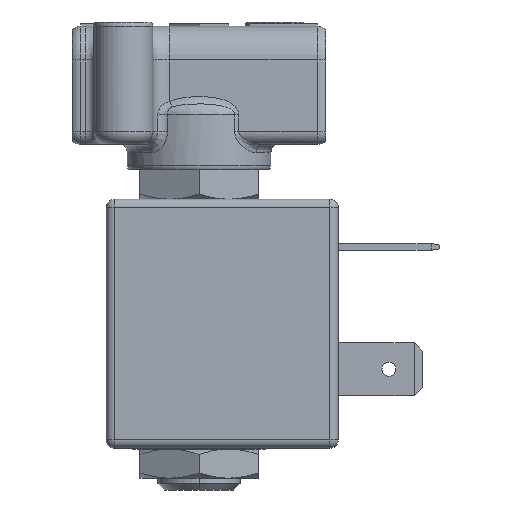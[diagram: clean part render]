
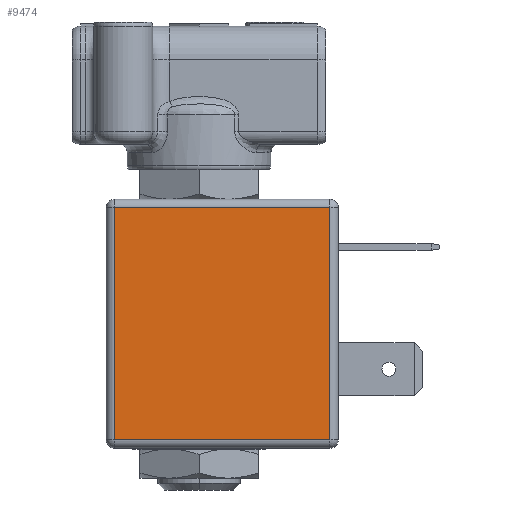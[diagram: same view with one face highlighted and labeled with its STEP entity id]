
A CAD part, left-side view. The second image highlights one B-rep face of the part: STEP entity #9474.
In plain terms, the highlighted face is planar.
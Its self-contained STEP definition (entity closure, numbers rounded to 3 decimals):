
#7799=DIRECTION('',(0.,0.,-1.));
#7800=VECTOR('',#7799,27.5);
#7801=CARTESIAN_POINT('',(15.5,11.,26.));
#7802=LINE('',#7801,#7800);
#7806=DIRECTION('',(1.,0.,0.));
#7807=VECTOR('',#7806,25.5);
#7808=CARTESIAN_POINT('',(-10.,11.,26.));
#7809=LINE('',#7808,#7807);
#7813=DIRECTION('',(0.,0.,1.));
#7814=VECTOR('',#7813,27.5);
#7815=CARTESIAN_POINT('',(-10.,11.,-1.5));
#7816=LINE('',#7815,#7814);
#7820=DIRECTION('',(-1.,0.,0.));
#7821=VECTOR('',#7820,25.5);
#7822=CARTESIAN_POINT('',(15.5,11.,-1.5));
#7823=LINE('',#7822,#7821);
#9051=CARTESIAN_POINT('',(15.5,11.,-1.5));
#9053=VERTEX_POINT('',#9051);
#9073=CARTESIAN_POINT('',(15.5,11.,26.));
#9074=VERTEX_POINT('',#9073);
#9075=CARTESIAN_POINT('',(-10.,11.,26.));
#9077=VERTEX_POINT('',#9075);
#9097=CARTESIAN_POINT('',(-10.,11.,-1.5));
#9098=VERTEX_POINT('',#9097);
#9461=CARTESIAN_POINT('',(0.,11.,27.));
#9462=DIRECTION('',(0.,1.,0.));
#9463=DIRECTION('',(-1.,0.,0.));
#9464=AXIS2_PLACEMENT_3D('',#9461,#9462,#9463);
#9465=PLANE('',#9464);
#9466=ORIENTED_EDGE('',*,*,#9451,.F.);
#9468=ORIENTED_EDGE('',*,*,#9467,.F.);
#9470=ORIENTED_EDGE('',*,*,#9469,.F.);
#9471=ORIENTED_EDGE('',*,*,#9427,.F.);
#9472=EDGE_LOOP('',(#9466,#9468,#9470,#9471));
#9473=FACE_OUTER_BOUND('',#9472,.F.);
#9474=ADVANCED_FACE('',(#9473),#9465,.T.);
#9427=EDGE_CURVE('',#9053,#9098,#7823,.T.);
#9451=EDGE_CURVE('',#9074,#9053,#7802,.T.);
#9467=EDGE_CURVE('',#9077,#9074,#7809,.T.);
#9469=EDGE_CURVE('',#9098,#9077,#7816,.T.);
